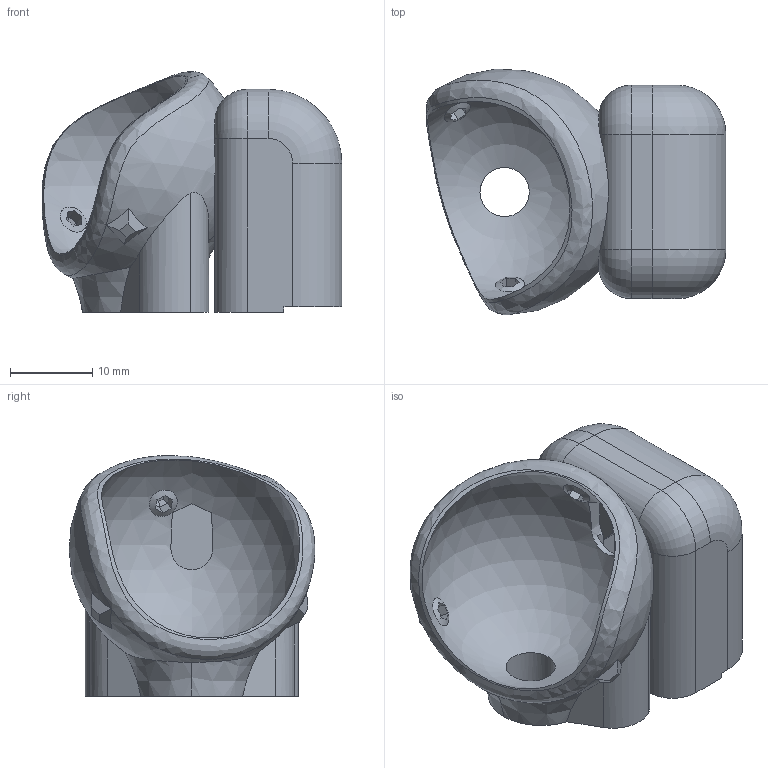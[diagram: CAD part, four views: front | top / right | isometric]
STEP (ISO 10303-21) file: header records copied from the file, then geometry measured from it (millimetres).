
FILE_DESCRIPTION(('HOOPS Exchange Step'),'2;1');
FILE_NAME('temp_export','2025-06-07T22:36:12+09:00',('chuns'),('Shapr3D Limited'),'HOOPS Exchange 2024.8','Shapr3D','Authorized');
FILE_SCHEMA( ('AP242_MANAGED_MODEL_BASED_3D_ENGINEERING_MIM_LF {1 0 10303 442 1 1 4}') );
Length unit declared in the file: millimetre
Products named in the file (3): trackball_case_3; right; root
Assembly tree (2 placements, depth 3):
  root
    right
      trackball_case_3
Bounding box: 36.53 x 29.96 x 29.36 mm (x, y, z)
Volume: 8215.4 mm3; surface area: 7033.5 mm2
Topology: 1 solids, 1 shells, 134 faces, 368 edges, 237 vertices
Faces by surface type: plane 104, cylinder 15, bspline 9, torus 4, sphere 2
Full cylindrical faces by diameter (mm): 6 x1, 6.1 x2
Entity records: 8786 total; most frequent: CARTESIAN_POINT 5473, ORIENTED_EDGE 736, DIRECTION 596, EDGE_CURVE 368, VERTEX_POINT 237, VECTOR 236, LINE 236, AXIS2_PLACEMENT_3D 180
